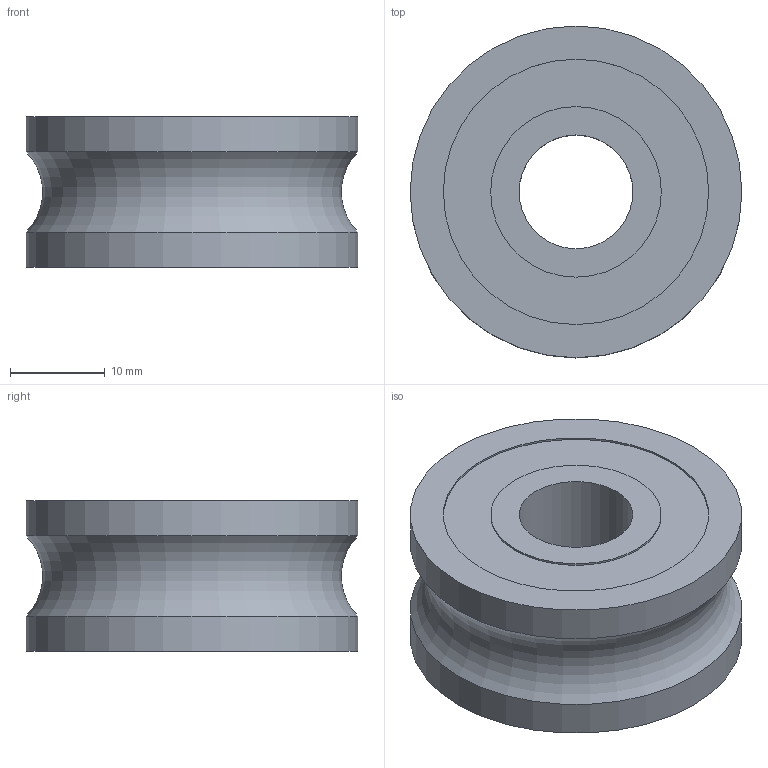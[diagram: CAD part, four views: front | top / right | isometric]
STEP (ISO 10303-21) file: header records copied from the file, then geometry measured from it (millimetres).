
FILE_DESCRIPTION(/* description */ ('Translator using VaultInventorServer'),/* implementation_level */ '2;1');
FILE_NAME(/* name */ '80RT00003-A_A.stp',/* time_stamp */ '2025-03-13T14:52:01+01:00',/* author */ ('srubbiani'),/* organization */ (''),/* preprocessor_version */ 'ST-DEVELOPER v18.1',/* originating_system */ 'Autodesk Inventor 2022',/* authorisation */ '');
FILE_SCHEMA (('AUTOMOTIVE_DESIGN { 1 0 10303 214 3 1 1 }'));
Length unit declared in the file: millimetre
Products named in the file (1): CRUGC0000007
Bounding box: 35 x 35 x 15.9 mm (x, y, z)
Volume: 12277.5 mm3; surface area: 6045.5 mm2
Topology: 3 solids, 3 shells, 22 faces, 36 edges, 24 vertices
Faces by surface type: cylinder 11, plane 10, torus 1
Full cylindrical faces by diameter (mm): 12 x1, 18 x4, 28 x4, 35 x2
Entity records: 578 total; most frequent: DIRECTION 107, CARTESIAN_POINT 83, ORIENTED_EDGE 72, AXIS2_PLACEMENT_3D 48, EDGE_CURVE 36, EDGE_LOOP 32, CIRCLE 25, VERTEX_POINT 24
